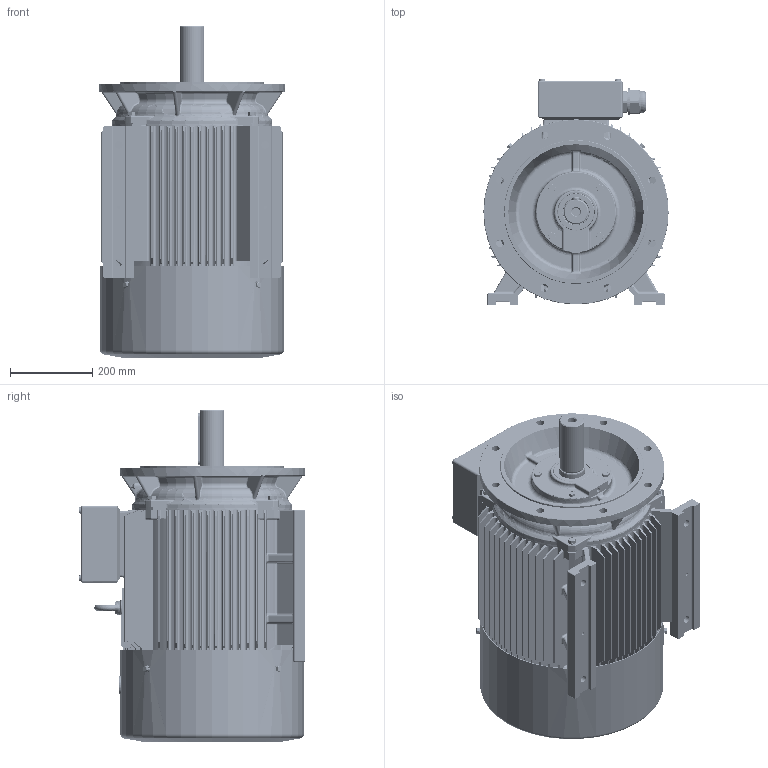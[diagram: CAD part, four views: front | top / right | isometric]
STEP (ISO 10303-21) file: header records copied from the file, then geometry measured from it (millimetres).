
FILE_DESCRIPTION(/* description */ (''),/* implementation_level */ '2;1');
FILE_NAME(/* name */ 'JM1-225S-4.8-B35.stp',/* time_stamp */ '2018-12-30T18:50:43+08:00',/* author */ (''),/* organization */ (''),/* preprocessor_version */ 'ST-DEVELOPER v16.7',/* originating_system */ 'SIEMENS PLM Software NX 12.0',/* authorisation */ '');
FILE_SCHEMA (('AP203_CONFIGURATION_CONTROLLED_3D_DESIGN_OF_MECHANICAL_PARTS_AND_ASSEMBLIES_MIM_LF { 1 0 10303 403 2 1 2}'));
Products named in the file (1): JM1-225S-4.8-B35
Bounding box: 450 x 547.8 x 807.09 mm (x, y, z)
Volume: 22957002.9 mm3; surface area: 5417809.2 mm2
Topology: 61 solids, 61 shells, 8451 faces, 23360 edges, 15167 vertices
Faces by surface type: cylinder 3477, plane 3466, bspline 743, torus 429, cone 301, sphere 35
Full cylindrical faces by diameter (mm): 2 x2, 7.188 x4, 8 x8, 8.4 x4, 9.026 x8, 10 x10, 10.863 x8, 11.2 x8, 12 x8, 12.6 x8, 16 x4, 20 x1, 34.375 x2, 40.625 x4, 48.438 x12, 50 x4, 51.562 x12, 53.906 x2, 57 x1, 58 x1, 66.406 x2
Entity records: 320384 total; most frequent: CARTESIAN_POINT 96798, ORIENTED_EDGE 45962, DIRECTION 43676, EDGE_CURVE 22981, AXIS2_PLACEMENT_3D 15702, VERTEX_POINT 15051, LINE 12272, VECTOR 12272
